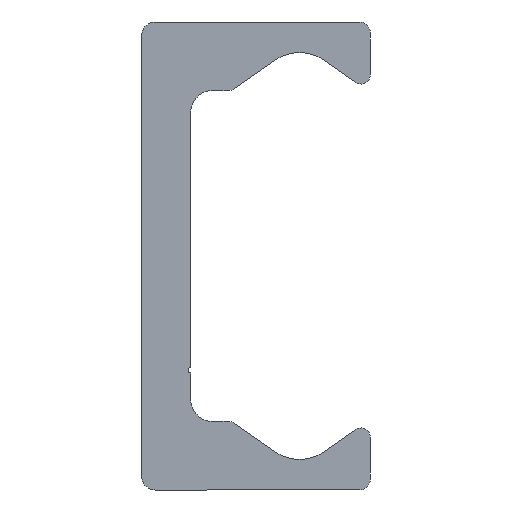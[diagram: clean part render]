
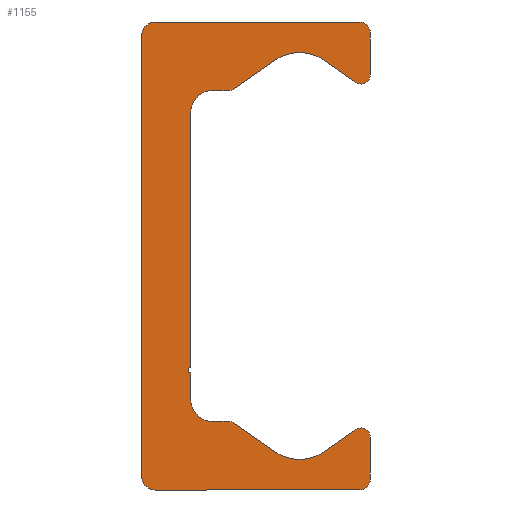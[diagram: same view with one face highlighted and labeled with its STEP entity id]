
A CAD part, left-side view. The second image highlights one B-rep face of the part: STEP entity #1155.
In plain terms, the highlighted planar face has unit normal (-1, 0, 0).
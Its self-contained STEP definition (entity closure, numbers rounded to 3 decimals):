
#288=CARTESIAN_POINT('',(0.0,9.25,-21.5));
#289=VERTEX_POINT('',#288);
#296=CARTESIAN_POINT('',(0.0,10.5,-20.25));
#297=VERTEX_POINT('',#296);
#298=CARTESIAN_POINT('',(0.0,9.25,-20.25));
#299=DIRECTION('',(1.0,0.0,0.0));
#300=DIRECTION('',(0.0,0.0,-1.0));
#301=AXIS2_PLACEMENT_3D('',#298,#299,#300);
#302=CIRCLE('',#301,1.25);
#303=EDGE_CURVE('',#289,#297,#302,.T.);
#327=CARTESIAN_POINT('',(0.0,-9.5,-21.5));
#328=VERTEX_POINT('',#327);
#335=CARTESIAN_POINT('',(0.0,-9.5,-21.5));
#336=DIRECTION('',(0.0,1.0,0.0));
#337=VECTOR('',#336,18.75);
#338=LINE('',#335,#337);
#339=EDGE_CURVE('',#328,#289,#338,.T.);
#359=CARTESIAN_POINT('',(0.0,-10.5,-20.5));
#360=VERTEX_POINT('',#359);
#367=CARTESIAN_POINT('',(0.0,-9.5,-20.5));
#368=DIRECTION('',(1.0,0.0,0.0));
#369=DIRECTION('',(0.0,-1.0,0.0));
#370=AXIS2_PLACEMENT_3D('',#367,#368,#369);
#371=CIRCLE('',#370,1.0);
#372=EDGE_CURVE('',#360,#328,#371,.T.);
#391=CARTESIAN_POINT('',(0.0,-10.5,-16.65));
#392=VERTEX_POINT('',#391);
#399=CARTESIAN_POINT('',(0.0,-10.5,-16.65));
#400=DIRECTION('',(0.0,0.0,-1.0));
#401=VECTOR('',#400,3.85);
#402=LINE('',#399,#401);
#403=EDGE_CURVE('',#392,#360,#402,.T.);
#423=CARTESIAN_POINT('',(0.0,-9.162,-15.954));
#424=VERTEX_POINT('',#423);
#431=CARTESIAN_POINT('',(0.0,-9.65,-16.65));
#432=DIRECTION('',(1.0,0.0,0.0));
#433=DIRECTION('',(0.0,0.574,0.819));
#434=AXIS2_PLACEMENT_3D('',#431,#432,#433);
#435=CIRCLE('',#434,0.85);
#436=EDGE_CURVE('',#424,#392,#435,.T.);
#455=CARTESIAN_POINT('',(0.0,-6.294,-17.962));
#456=VERTEX_POINT('',#455);
#463=CARTESIAN_POINT('',(0.0,-6.294,-17.962));
#464=DIRECTION('',(0.0,-0.819,0.574));
#465=VECTOR('',#464,3.501);
#466=LINE('',#463,#465);
#467=EDGE_CURVE('',#456,#424,#466,.T.);
#487=CARTESIAN_POINT('',(0.0,-1.706,-17.962));
#488=VERTEX_POINT('',#487);
#495=CARTESIAN_POINT('',(0.0,-4.,-14.685));
#496=DIRECTION('',(-1.0,0.0,0.0));
#497=DIRECTION('',(0.0,0.574,0.819));
#498=AXIS2_PLACEMENT_3D('',#495,#496,#497);
#499=CIRCLE('',#498,4.0);
#500=EDGE_CURVE('',#488,#456,#499,.T.);
#519=CARTESIAN_POINT('',(0.0,1.981,-15.381));
#520=VERTEX_POINT('',#519);
#527=CARTESIAN_POINT('',(0.0,1.981,-15.381));
#528=DIRECTION('',(0.0,-0.819,-0.574));
#529=VECTOR('',#528,4.5);
#530=LINE('',#527,#529);
#531=EDGE_CURVE('',#520,#488,#530,.T.);
#551=CARTESIAN_POINT('',(0.0,2.554,-15.2));
#552=VERTEX_POINT('',#551);
#559=CARTESIAN_POINT('',(0.0,2.554,-16.2));
#560=DIRECTION('',(1.0,0.0,0.0));
#561=DIRECTION('',(0.0,0.0,1.0));
#562=AXIS2_PLACEMENT_3D('',#559,#560,#561);
#563=CIRCLE('',#562,1.);
#564=EDGE_CURVE('',#552,#520,#563,.T.);
#583=CARTESIAN_POINT('',(0.0,4.0,-15.2));
#584=VERTEX_POINT('',#583);
#591=CARTESIAN_POINT('',(0.0,4.0,-15.2));
#592=DIRECTION('',(0.0,-1.0,0.0));
#593=VECTOR('',#592,1.446);
#594=LINE('',#591,#593);
#595=EDGE_CURVE('',#584,#552,#594,.T.);
#615=CARTESIAN_POINT('',(0.0,6.,-13.2));
#616=VERTEX_POINT('',#615);
#623=CARTESIAN_POINT('',(0.0,4.,-13.2));
#624=DIRECTION('',(-1.0,0.0,0.0));
#625=DIRECTION('',(0.0,0.0,1.0));
#626=AXIS2_PLACEMENT_3D('',#623,#624,#625);
#627=CIRCLE('',#626,2.0);
#628=EDGE_CURVE('',#616,#584,#627,.T.);
#647=CARTESIAN_POINT('',(0.0,6.,-10.75));
#648=VERTEX_POINT('',#647);
#655=CARTESIAN_POINT('',(0.0,6.,-10.75));
#656=DIRECTION('',(0.0,0.0,-1.0));
#657=VECTOR('',#656,2.45);
#658=LINE('',#655,#657);
#659=EDGE_CURVE('',#648,#616,#658,.T.);
#679=CARTESIAN_POINT('',(0.0,6.,-10.25));
#680=VERTEX_POINT('',#679);
#687=CARTESIAN_POINT('',(0.0,6.,-10.5));
#688=DIRECTION('',(-1.0,0.0,0.0));
#689=DIRECTION('',(0.0,0.0,1.0));
#690=AXIS2_PLACEMENT_3D('',#687,#688,#689);
#691=CIRCLE('',#690,0.25);
#692=EDGE_CURVE('',#680,#648,#691,.T.);
#711=CARTESIAN_POINT('',(0.0,6.,13.2));
#712=VERTEX_POINT('',#711);
#719=CARTESIAN_POINT('',(0.0,6.,13.2));
#720=DIRECTION('',(0.0,0.0,-1.0));
#721=VECTOR('',#720,23.45);
#722=LINE('',#719,#721);
#723=EDGE_CURVE('',#712,#680,#722,.T.);
#752=CARTESIAN_POINT('',(0.0,4.0,15.2));
#753=VERTEX_POINT('',#752);
#760=CARTESIAN_POINT('',(0.0,4.,13.2));
#761=DIRECTION('',(-1.0,0.0,0.0));
#762=DIRECTION('',(0.0,-1.0,0.0));
#763=AXIS2_PLACEMENT_3D('',#760,#761,#762);
#764=CIRCLE('',#763,2.0);
#765=EDGE_CURVE('',#753,#712,#764,.T.);
#784=CARTESIAN_POINT('',(0.0,2.554,15.2));
#785=VERTEX_POINT('',#784);
#792=CARTESIAN_POINT('',(0.0,2.554,15.2));
#793=DIRECTION('',(0.0,1.0,0.0));
#794=VECTOR('',#793,1.446);
#795=LINE('',#792,#794);
#796=EDGE_CURVE('',#785,#753,#795,.T.);
#816=CARTESIAN_POINT('',(0.0,1.981,15.381));
#817=VERTEX_POINT('',#816);
#824=CARTESIAN_POINT('',(0.0,2.554,16.2));
#825=DIRECTION('',(1.0,0.0,0.0));
#826=DIRECTION('',(0.0,-0.574,-0.819));
#827=AXIS2_PLACEMENT_3D('',#824,#825,#826);
#828=CIRCLE('',#827,1.);
#829=EDGE_CURVE('',#817,#785,#828,.T.);
#848=CARTESIAN_POINT('',(0.0,-1.706,17.962));
#849=VERTEX_POINT('',#848);
#856=CARTESIAN_POINT('',(0.0,-1.706,17.962));
#857=DIRECTION('',(0.0,0.819,-0.574));
#858=VECTOR('',#857,4.5);
#859=LINE('',#856,#858);
#860=EDGE_CURVE('',#849,#817,#859,.T.);
#880=CARTESIAN_POINT('',(0.0,-6.294,17.962));
#881=VERTEX_POINT('',#880);
#888=CARTESIAN_POINT('',(0.0,-4.,14.685));
#889=DIRECTION('',(-1.0,0.0,0.0));
#890=DIRECTION('',(0.0,-0.574,-0.819));
#891=AXIS2_PLACEMENT_3D('',#888,#889,#890);
#892=CIRCLE('',#891,4.0);
#893=EDGE_CURVE('',#881,#849,#892,.T.);
#912=CARTESIAN_POINT('',(0.0,-9.162,15.954));
#913=VERTEX_POINT('',#912);
#920=CARTESIAN_POINT('',(0.0,-9.162,15.954));
#921=DIRECTION('',(0.0,0.819,0.574));
#922=VECTOR('',#921,3.501);
#923=LINE('',#920,#922);
#924=EDGE_CURVE('',#913,#881,#923,.T.);
#944=CARTESIAN_POINT('',(0.0,-10.5,16.65));
#945=VERTEX_POINT('',#944);
#952=CARTESIAN_POINT('',(0.0,-9.65,16.65));
#953=DIRECTION('',(1.0,0.0,0.0));
#954=DIRECTION('',(0.0,-1.0,0.0));
#955=AXIS2_PLACEMENT_3D('',#952,#953,#954);
#956=CIRCLE('',#955,0.85);
#957=EDGE_CURVE('',#945,#913,#956,.T.);
#976=CARTESIAN_POINT('',(0.0,-10.5,20.5));
#977=VERTEX_POINT('',#976);
#984=CARTESIAN_POINT('',(0.0,-10.5,20.5));
#985=DIRECTION('',(0.0,0.0,-1.0));
#986=VECTOR('',#985,3.85);
#987=LINE('',#984,#986);
#988=EDGE_CURVE('',#977,#945,#987,.T.);
#1008=CARTESIAN_POINT('',(0.0,-9.5,21.5));
#1009=VERTEX_POINT('',#1008);
#1016=CARTESIAN_POINT('',(0.0,-9.5,20.5));
#1017=DIRECTION('',(1.0,0.0,0.0));
#1018=DIRECTION('',(0.0,0.0,1.0));
#1019=AXIS2_PLACEMENT_3D('',#1016,#1017,#1018);
#1020=CIRCLE('',#1019,1.0);
#1021=EDGE_CURVE('',#1009,#977,#1020,.T.);
#1040=CARTESIAN_POINT('',(0.0,9.25,21.5));
#1041=VERTEX_POINT('',#1040);
#1048=CARTESIAN_POINT('',(0.0,9.25,21.5));
#1049=DIRECTION('',(0.0,-1.0,0.0));
#1050=VECTOR('',#1049,18.75);
#1051=LINE('',#1048,#1050);
#1052=EDGE_CURVE('',#1041,#1009,#1051,.T.);
#1072=CARTESIAN_POINT('',(0.0,10.5,20.25));
#1073=VERTEX_POINT('',#1072);
#1080=CARTESIAN_POINT('',(0.0,9.25,20.25));
#1081=DIRECTION('',(1.0,0.0,0.0));
#1082=DIRECTION('',(0.0,1.0,0.0));
#1083=AXIS2_PLACEMENT_3D('',#1080,#1081,#1082);
#1084=CIRCLE('',#1083,1.25);
#1085=EDGE_CURVE('',#1073,#1041,#1084,.T.);
#1103=CARTESIAN_POINT('',(0.0,10.5,-20.25));
#1104=DIRECTION('',(0.0,0.0,1.0));
#1105=VECTOR('',#1104,40.5);
#1106=LINE('',#1103,#1105);
#1107=EDGE_CURVE('',#297,#1073,#1106,.T.);
#1122=CARTESIAN_POINT('',(0.0,2.66,-0.019));
#1123=DIRECTION('',(1.0,0.0,0.0));
#1124=DIRECTION('',(0.0,0.0,-1.0));
#1125=AXIS2_PLACEMENT_3D('',#1122,#1123,#1124);
#1126=PLANE('',#1125);
#1127=ORIENTED_EDGE('',*,*,#1107,.F.);
#1128=ORIENTED_EDGE('',*,*,#303,.F.);
#1129=ORIENTED_EDGE('',*,*,#339,.F.);
#1130=ORIENTED_EDGE('',*,*,#372,.F.);
#1131=ORIENTED_EDGE('',*,*,#403,.F.);
#1132=ORIENTED_EDGE('',*,*,#436,.F.);
#1133=ORIENTED_EDGE('',*,*,#467,.F.);
#1134=ORIENTED_EDGE('',*,*,#500,.F.);
#1135=ORIENTED_EDGE('',*,*,#531,.F.);
#1136=ORIENTED_EDGE('',*,*,#564,.F.);
#1137=ORIENTED_EDGE('',*,*,#595,.F.);
#1138=ORIENTED_EDGE('',*,*,#628,.F.);
#1139=ORIENTED_EDGE('',*,*,#659,.F.);
#1140=ORIENTED_EDGE('',*,*,#692,.F.);
#1141=ORIENTED_EDGE('',*,*,#723,.F.);
#1142=ORIENTED_EDGE('',*,*,#765,.F.);
#1143=ORIENTED_EDGE('',*,*,#796,.F.);
#1144=ORIENTED_EDGE('',*,*,#829,.F.);
#1145=ORIENTED_EDGE('',*,*,#860,.F.);
#1146=ORIENTED_EDGE('',*,*,#893,.F.);
#1147=ORIENTED_EDGE('',*,*,#924,.F.);
#1148=ORIENTED_EDGE('',*,*,#957,.F.);
#1149=ORIENTED_EDGE('',*,*,#988,.F.);
#1150=ORIENTED_EDGE('',*,*,#1021,.F.);
#1151=ORIENTED_EDGE('',*,*,#1052,.F.);
#1152=ORIENTED_EDGE('',*,*,#1085,.F.);
#1153=EDGE_LOOP('',(#1127,#1128,#1129,#1130,#1131,#1132,#1133,#1134,#1135,#1136,#1137,#1138,#1139,#1140,#1141,#1142,#1143,#1144,#1145,#1146,#1147,#1148,#1149,#1150,#1151,#1152));
#1154=FACE_OUTER_BOUND('',#1153,.T.);
#1155=ADVANCED_FACE('',(#1154),#1126,.F.);
